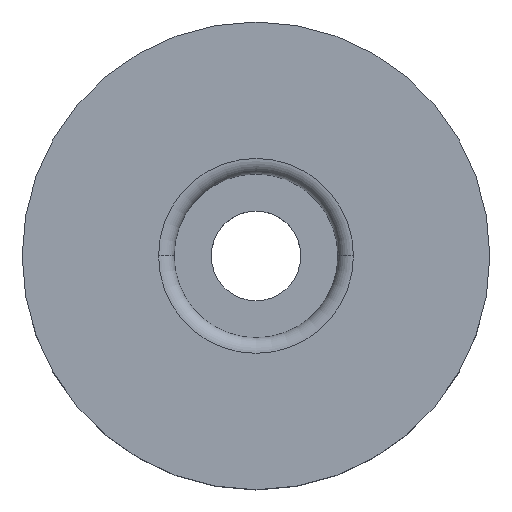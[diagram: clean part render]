
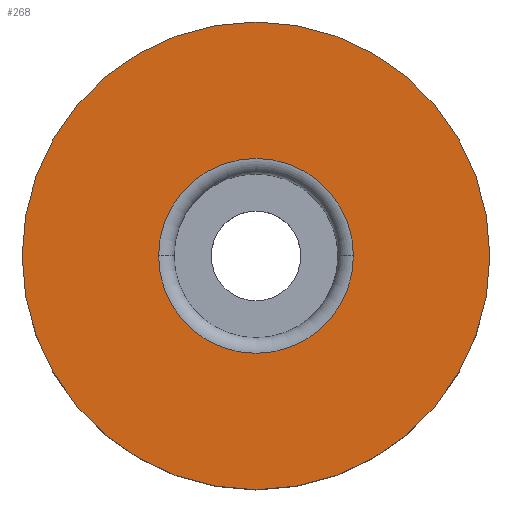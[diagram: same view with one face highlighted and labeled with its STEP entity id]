
A CAD part, top view. The second image highlights one B-rep face of the part: STEP entity #268.
In plain terms, the highlighted planar face has unit normal (0, 0, 1).
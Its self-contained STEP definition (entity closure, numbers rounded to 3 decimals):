
#20 = VERTEX_POINT ( 'NONE', #403 ) ;
#35 = CIRCLE ( 'NONE', #290, 30. ) ;
#43 = FACE_OUTER_BOUND ( 'NONE', #316, .T. ) ;
#45 = DIRECTION ( 'NONE',  ( 1., 0., 0. ) ) ;
#52 = CIRCLE ( 'NONE', #380, 12.5 ) ;
#72 = DIRECTION ( 'NONE',  ( 0., 0., 1. ) ) ;
#104 = EDGE_CURVE ( 'NONE', #323, #153, #378, .T. ) ;
#112 = CARTESIAN_POINT ( 'NONE',  ( 0., 0., 10. ) ) ;
#115 = CARTESIAN_POINT ( 'NONE',  ( 12.5, 0., 10. ) ) ;
#130 = CARTESIAN_POINT ( 'NONE',  ( 0., 0., 10. ) ) ;
#139 = DIRECTION ( 'NONE',  ( 1., 0., 0. ) ) ;
#153 = VERTEX_POINT ( 'NONE', #273 ) ;
#169 = ORIENTED_EDGE ( 'NONE', *, *, #104, .T. ) ;
#176 = AXIS2_PLACEMENT_3D ( 'NONE', #354, #264, #211 ) ;
#211 = DIRECTION ( 'NONE',  ( 1., 0., 0. ) ) ;
#214 = CIRCLE ( 'NONE', #239, 30. ) ;
#230 = DIRECTION ( 'NONE',  ( 1., 0., 0. ) ) ;
#239 = AXIS2_PLACEMENT_3D ( 'NONE', #130, #287, #285 ) ;
#263 = EDGE_CURVE ( 'NONE', #469, #20, #214, .T. ) ;
#264 = DIRECTION ( 'NONE',  ( 0., 0., -1. ) ) ;
#266 = CARTESIAN_POINT ( 'NONE',  ( -30., 0., 10. ) ) ;
#268 = ADVANCED_FACE ( 'NONE', ( #363, #43 ), #426, .T. ) ;
#273 = CARTESIAN_POINT ( 'NONE',  ( -12.5, 0., 10. ) ) ;
#277 = DIRECTION ( 'NONE',  ( 0., 0., 1. ) ) ;
#285 = DIRECTION ( 'NONE',  ( 1., 0., 0. ) ) ;
#287 = DIRECTION ( 'NONE',  ( 0., 0., 1. ) ) ;
#290 = AXIS2_PLACEMENT_3D ( 'NONE', #406, #72, #230 ) ;
#303 = EDGE_LOOP ( 'NONE', ( #169, #462 ) ) ;
#308 = AXIS2_PLACEMENT_3D ( 'NONE', #463, #277, #45 ) ;
#316 = EDGE_LOOP ( 'NONE', ( #321, #442 ) ) ;
#321 = ORIENTED_EDGE ( 'NONE', *, *, #263, .T. ) ;
#323 = VERTEX_POINT ( 'NONE', #115 ) ;
#344 = EDGE_CURVE ( 'NONE', #153, #323, #52, .T. ) ;
#354 = CARTESIAN_POINT ( 'NONE',  ( 0., 0., 10. ) ) ;
#363 = FACE_BOUND ( 'NONE', #303, .T. ) ;
#378 = CIRCLE ( 'NONE', #176, 12.5 ) ;
#380 = AXIS2_PLACEMENT_3D ( 'NONE', #112, #392, #139 ) ;
#391 = EDGE_CURVE ( 'NONE', #20, #469, #35, .T. ) ;
#392 = DIRECTION ( 'NONE',  ( 0., 0., -1. ) ) ;
#403 = CARTESIAN_POINT ( 'NONE',  ( 30., 0., 10. ) ) ;
#406 = CARTESIAN_POINT ( 'NONE',  ( 0., 0., 10. ) ) ;
#426 = PLANE ( 'NONE',  #308 ) ;
#442 = ORIENTED_EDGE ( 'NONE', *, *, #391, .T. ) ;
#462 = ORIENTED_EDGE ( 'NONE', *, *, #344, .T. ) ;
#463 = CARTESIAN_POINT ( 'NONE',  ( 0., 0., 10. ) ) ;
#469 = VERTEX_POINT ( 'NONE', #266 ) ;
